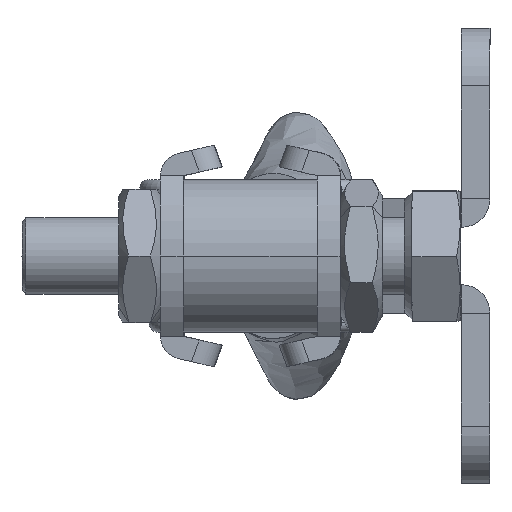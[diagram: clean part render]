
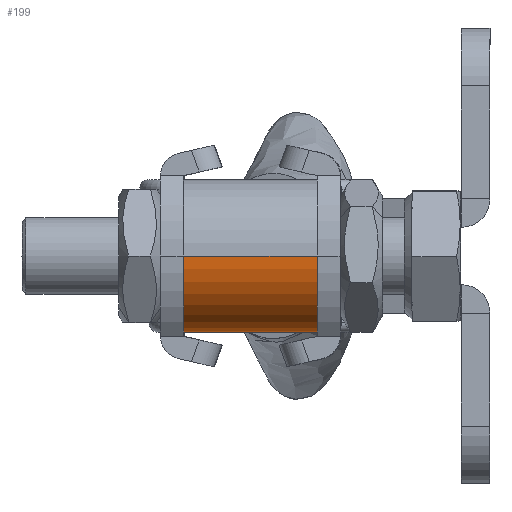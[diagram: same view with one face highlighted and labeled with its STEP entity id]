
A CAD part, left-side view. The second image highlights one B-rep face of the part: STEP entity #199.
In plain terms, the highlighted cylindrical face has radius 4 mm (diameter 8 mm), a partial arc.
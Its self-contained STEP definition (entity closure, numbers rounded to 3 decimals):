
#199 = ADVANCED_FACE ( 'NONE', ( #4483 ), #4491, .T. ) ;
#3501 = VERTEX_POINT ( 'NONE', #13030 ) ;
#3503 = VERTEX_POINT ( 'NONE', #13032 ) ;
#3507 = VERTEX_POINT ( 'NONE', #13036 ) ;
#3508 = VERTEX_POINT ( 'NONE', #13037 ) ;
#3949 = ORIENTED_EDGE ( 'NONE', *, *, #25489, .T. ) ;
#3950 = ORIENTED_EDGE ( 'NONE', *, *, #25490, .T. ) ;
#3951 = ORIENTED_EDGE ( 'NONE', *, *, #25491, .F. ) ;
#3952 = ORIENTED_EDGE ( 'NONE', *, *, #25492, .F. ) ;
#4483 = FACE_OUTER_BOUND ( 'NONE', #23734, .T. ) ;
#4491 = CYLINDRICAL_SURFACE ( 'NONE', #26960, 4. ) ;
#5126 = CIRCLE ( 'NONE', #10569, 4. ) ;
#5129 = LINE ( 'NONE', #15038, #5133 ) ;
#5131 = LINE ( 'NONE', #15042, #5136 ) ;
#5132 = CIRCLE ( 'NONE', #10570, 4. ) ;
#5133 = VECTOR ( 'NONE', #15036, 1000. ) ;
#5136 = VECTOR ( 'NONE', #15037, 1000. ) ;
#6883 = DIRECTION ( 'NONE',  ( -1., 0., 0. ) ) ;
#6884 = DIRECTION ( 'NONE',  ( 0., 0., -1. ) ) ;
#6892 = CARTESIAN_POINT ( 'NONE',  ( 0., 0., 12.4 ) ) ;
#10569 = AXIS2_PLACEMENT_3D ( 'NONE', #15039, #15040, #15041 ) ;
#10570 = AXIS2_PLACEMENT_3D ( 'NONE', #15043, #15044, #15045 ) ;
#13030 = CARTESIAN_POINT ( 'NONE',  ( 0., -4., 9.765 ) ) ;
#13032 = CARTESIAN_POINT ( 'NONE',  ( -4., 0., 9.765 ) ) ;
#13036 = CARTESIAN_POINT ( 'NONE',  ( 0., -4., 2.765 ) ) ;
#13037 = CARTESIAN_POINT ( 'NONE',  ( -4., 0., 2.765 ) ) ;
#15036 = DIRECTION ( 'NONE',  ( 0., 0., -1. ) ) ;
#15037 = DIRECTION ( 'NONE',  ( 0., 0., -1. ) ) ;
#15038 = CARTESIAN_POINT ( 'NONE',  ( -4., 0., 12.4 ) ) ;
#15039 = CARTESIAN_POINT ( 'NONE',  ( 0., 0., 9.765 ) ) ;
#15040 = DIRECTION ( 'NONE',  ( 0., 0., -1. ) ) ;
#15041 = DIRECTION ( 'NONE',  ( -1., 0., 0. ) ) ;
#15042 = CARTESIAN_POINT ( 'NONE',  ( 0., -4., 12.4 ) ) ;
#15043 = CARTESIAN_POINT ( 'NONE',  ( 0., 0., 2.765 ) ) ;
#15044 = DIRECTION ( 'NONE',  ( 0., 0., -1. ) ) ;
#15045 = DIRECTION ( 'NONE',  ( -1., 0., 0. ) ) ;
#23734 = EDGE_LOOP ( 'NONE', ( #3949, #3950, #3951, #3952 ) ) ;
#25489 = EDGE_CURVE ( 'NONE', #3501, #3503, #5126, .T. ) ;
#25490 = EDGE_CURVE ( 'NONE', #3503, #3508, #5129, .T. ) ;
#25491 = EDGE_CURVE ( 'NONE', #3507, #3508, #5132, .T. ) ;
#25492 = EDGE_CURVE ( 'NONE', #3501, #3507, #5131, .T. ) ;
#26960 = AXIS2_PLACEMENT_3D ( 'NONE', #6892, #6884, #6883 ) ;
